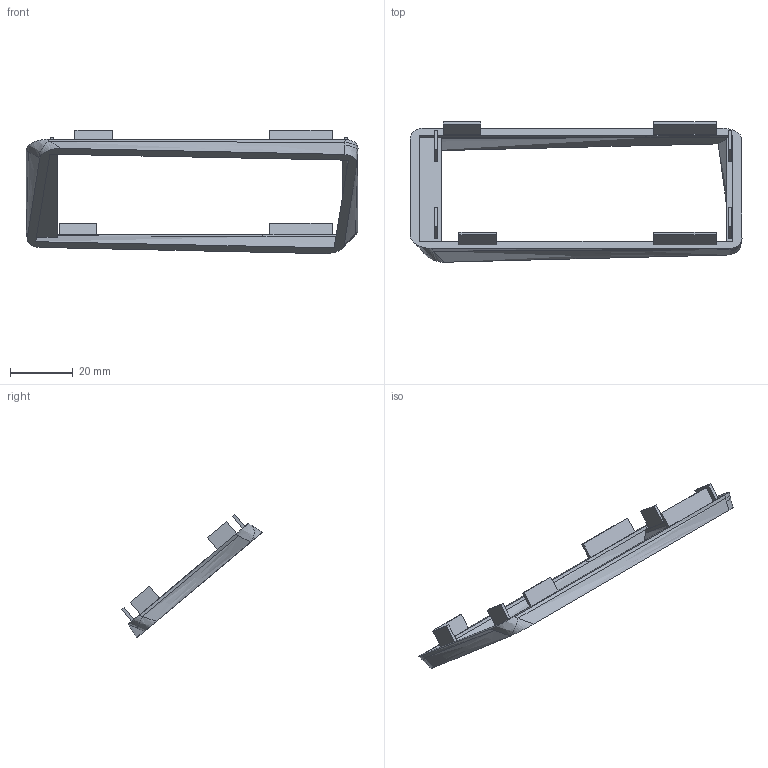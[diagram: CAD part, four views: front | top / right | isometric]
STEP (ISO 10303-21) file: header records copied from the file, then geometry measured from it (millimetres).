
FILE_DESCRIPTION((''),'2;1');
FILE_NAME('HMI','2024-11-20T21:37:34',('weiss'),(''),'CREO PARAMETRIC BY PTC INC, 2022014','CREO PARAMETRIC BY PTC INC, 2022014','');
FILE_SCHEMA(('CONFIG_CONTROL_DESIGN'));
Length unit declared in the file: millimetre
Products named in the file (1): HMI
Bounding box: 105.8 x 44.81 x 39.29 mm (x, y, z)
Volume: 5042.3 mm3; surface area: 6550.7 mm2
Topology: 1 solids, 1 shells, 80 faces, 195 edges, 125 vertices
Faces by surface type: plane 55, bspline 25
Entity records: 3128 total; most frequent: CARTESIAN_POINT 1407, ORIENTED_EDGE 390, DIRECTION 248, EDGE_CURVE 195, VECTOR 134, LINE 134, VERTEX_POINT 125, EDGE_LOOP 90
